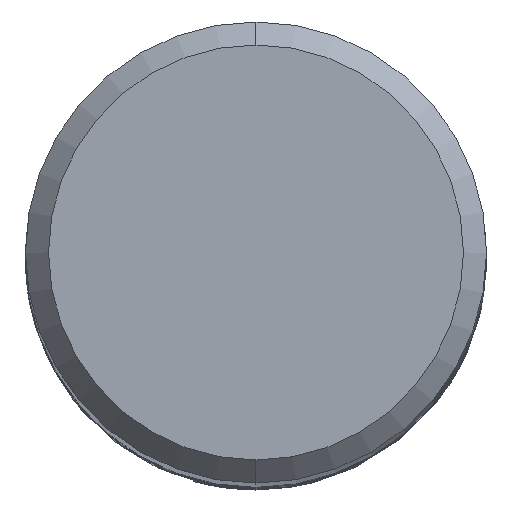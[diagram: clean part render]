
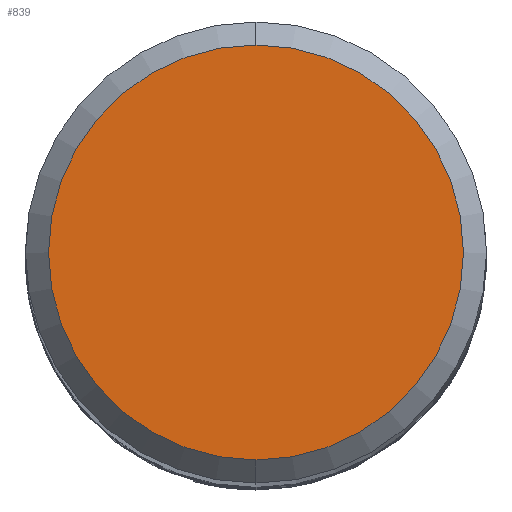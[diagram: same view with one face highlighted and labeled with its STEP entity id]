
A CAD part, top view. The second image highlights one B-rep face of the part: STEP entity #839.
In plain terms, the highlighted planar face has unit normal (0, 0, 1).
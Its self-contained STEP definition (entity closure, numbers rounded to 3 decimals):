
#839=ADVANCED_FACE('',(#2322),#2323,.T.);
#1573=VERTEX_POINT('',#3125);
#1847=EDGE_CURVE('',#1947,#1573,#3427,.T.);
#1859=EDGE_CURVE('',#1573,#1947,#3439,.T.);
#1947=VERTEX_POINT('',#3535);
#2322=FACE_OUTER_BOUND('',#5203,.T.);
#2323=PLANE('',#5204);
#3125=CARTESIAN_POINT('',(0.,-3.6,0.0));
#3427=CIRCLE('',#20639,3.6);
#3439=CIRCLE('',#20714,3.6);
#3535=CARTESIAN_POINT('',(0.0,3.6,0.0));
#5203=EDGE_LOOP('',(#26427,#26428));
#5204=AXIS2_PLACEMENT_3D('',#26429,#26430,#26431);
#20639=AXIS2_PLACEMENT_3D('',#27543,#27544,#27545);
#20714=AXIS2_PLACEMENT_3D('',#27546,#27547,#27548);
#26427=ORIENTED_EDGE('',*,*,#1847,.F.);
#26428=ORIENTED_EDGE('',*,*,#1859,.F.);
#26429=CARTESIAN_POINT('',(0.0,1.8,0.0));
#26430=DIRECTION('',(-0.0,0.0,1.0));
#26431=DIRECTION('',(0.0,-1.0,0.0));
#27543=CARTESIAN_POINT('',(0.0,0.0,0.0));
#27544=DIRECTION('',(0.0,0.0,-1.0));
#27545=DIRECTION('',(0.0,1.0,0.0));
#27546=CARTESIAN_POINT('',(0.0,0.0,0.0));
#27547=DIRECTION('',(0.0,0.0,-1.0));
#27548=DIRECTION('',(0.0,1.0,0.0));
